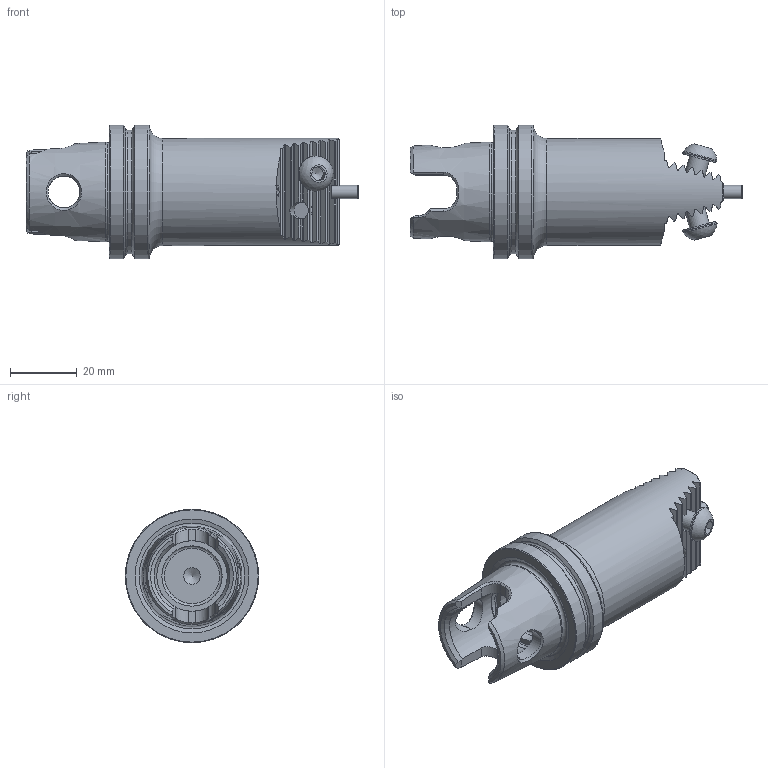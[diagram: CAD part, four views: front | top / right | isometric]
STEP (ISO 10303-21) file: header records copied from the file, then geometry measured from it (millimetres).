
FILE_DESCRIPTION (( 'STEP AP214' ), '1' );
FILE_NAME ('KM4.Z32.K23.090.STEP', '2020-08-14T11:15:34', ( '' ), ( '' ), 'SwSTEP 2.0', 'SolidWorks 2017', '' );
FILE_SCHEMA (( 'AUTOMOTIVE_DESIGN' ));
Length unit declared in the file: millimetre
Products named in the file (6): Z32-ER1.001.016; Z32-ER1.003.016_A_gespannt; Z32-ER1.002.016_A; Z20-ER2.001.013_A; KM4-Z32.K23.090_B; KM4.Z32.K23.090
Assembly tree (6 placements, depth 3):
  KM4.Z32.K23.090
    KM4-Z32.K23.090_B
    Z32-ER1.001.016  x2
      Z32-ER1.002.016_A
      Z32-ER1.003.016_A_gespannt
    Z20-ER2.001.013_A
Bounding box: 99.25 x 39.95 x 39.95 mm (x, y, z)
Volume: 58444.9 mm3; surface area: 15862.7 mm2
Topology: 6 solids, 6 shells, 295 faces, 776 edges, 495 vertices
Faces by surface type: plane 162, cylinder 72, cone 32, bspline 14, torus 13, sphere 2
Full cylindrical faces by diameter (mm): 2 x1, 2.2 x1, 2.5 x5, 3 x1, 4 x1, 5 x3, 6 x2, 6.4 x2, 6.8 x2, 10.2 x2, 10.5 x2, 18 x1, 21.05 x1, 21.87 x1, 32 x1, 36.95 x1, 39.95 x2
Entity records: 10161 total; most frequent: CARTESIAN_POINT 3899, ORIENTED_EDGE 1290, DIRECTION 974, EDGE_CURVE 645, VERTEX_POINT 444, AXIS2_PLACEMENT_3D 384, EDGE_LOOP 343, FACE_OUTER_BOUND 309
